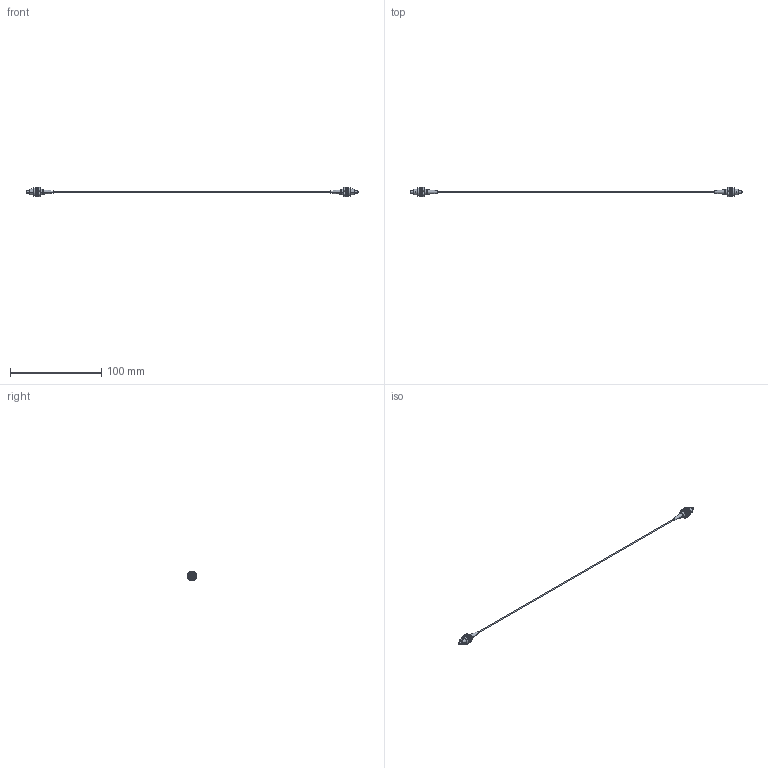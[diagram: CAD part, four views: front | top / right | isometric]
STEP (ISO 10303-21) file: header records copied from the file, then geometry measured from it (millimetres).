
FILE_DESCRIPTION (( 'STEP AP214' ), '1' );
FILE_NAME ('FCA-PM15FCAFCA-9_3D.step', '2023-03-02T18:05:28', ( '' ), ( '' ), 'SwSTEP 2.0', 'SolidWorks 2022', '' );
FILE_SCHEMA (( 'AUTOMOTIVE_DESIGN' ));
Length unit declared in the file: inch
Products named in the file (3): 0_9mm_loose_tube_FUJIKURA_PM_FIBER_Hytrel_Yellow^FCA-PM15FCAFCA-9; FC______(2)^FCA-PM15FCAFCA-9; FCA-PM15FCAFCA-9_3D
Assembly tree (3 placements, depth 2):
  FCA-PM15FCAFCA-9_3D
    FC______(2)^FCA-PM15FCAFCA-9  x2
    0_9mm_loose_tube_FUJIKURA_PM_FIBER_Hytrel_Yellow^FCA-PM15FCAFCA-9
Bounding box: 364.8 x 9.99 x 9.99 mm (x, y, z)
Volume: 1601.3 mm3; surface area: 2936 mm2
Topology: 3 solids, 3 shells, 426 faces, 1206 edges, 800 vertices
Faces by surface type: plane 266, cylinder 148, cone 12
Entity records: 7082 total; most frequent: CARTESIAN_POINT 1229, ORIENTED_EDGE 1212, DIRECTION 1206, EDGE_CURVE 606, VECTOR 448, LINE 448, VERTEX_POINT 402, AXIS2_PLACEMENT_3D 379
